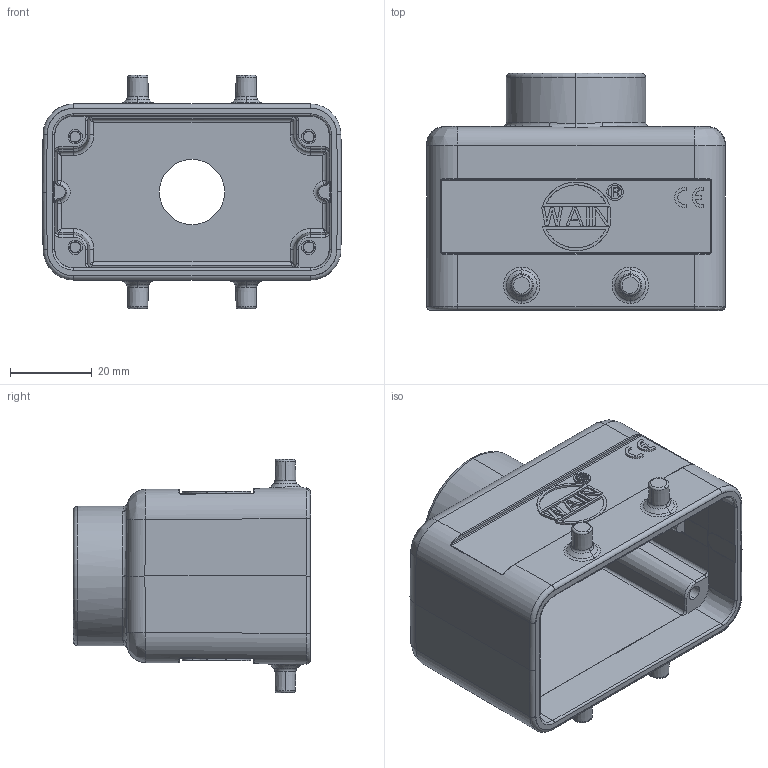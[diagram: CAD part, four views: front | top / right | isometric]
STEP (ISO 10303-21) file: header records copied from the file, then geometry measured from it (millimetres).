
FILE_DESCRIPTION(/* description */ (''),/* implementation_level */ '2;1');
FILE_NAME(/* name */ '3D_1240104301002_HV10B-TE-4B-M20_V1.1.stp',/* time_stamp */ '2023-12-21T10:22:34+08:00',/* author */ (''),/* organization */ (''),/* preprocessor_version */ 'ST-DEVELOPER v18.1',/* originating_system */ 'SIEMENS PLM Software NX 1980',/* authorisation */ '');
FILE_SCHEMA (('AUTOMOTIVE_DESIGN { 1 0 10303 214 3 1 1 1 }'));
Length unit declared in the file: millimetre
Products named in the file (1): 14593A18C68Azu41
Bounding box: 73 x 58 x 57 mm (x, y, z)
Volume: 48160.1 mm3; surface area: 26677 mm2
Topology: 3 solids, 3 shells, 488 faces, 1190 edges, 743 vertices
Faces by surface type: plane 251, cylinder 93, torus 64, cone 44, bspline 24, extrusion 8, sphere 4
Entity records: 16942 total; most frequent: CARTESIAN_POINT 5995, ORIENTED_EDGE 2372, DIRECTION 2026, EDGE_CURVE 1186, VERTEX_POINT 743, AXIS2_PLACEMENT_3D 682, VECTOR 662, LINE 654
